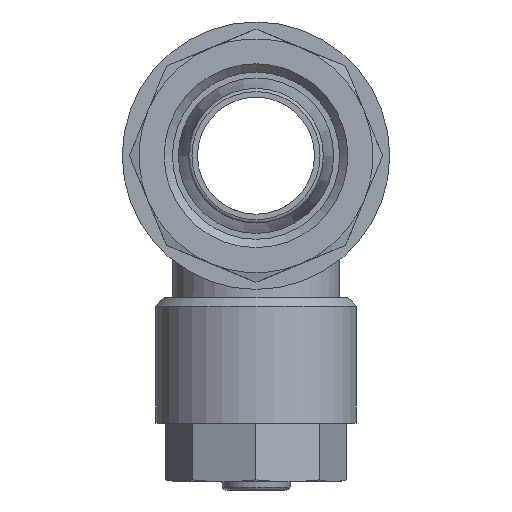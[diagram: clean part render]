
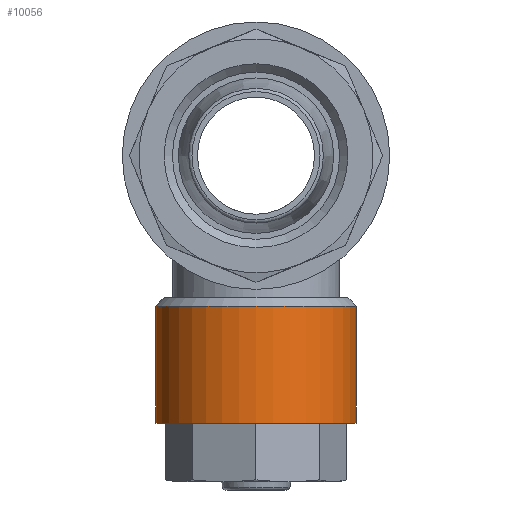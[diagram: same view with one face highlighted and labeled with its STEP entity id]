
A CAD part, left-side view. The second image highlights one B-rep face of the part: STEP entity #10056.
In plain terms, the highlighted cylindrical face has radius 6 mm (diameter 12 mm), a full revolution.
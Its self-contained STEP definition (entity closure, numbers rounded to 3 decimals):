
#3820=ORIENTED_EDGE('',*,*,#4409,.F.);
#3821=ORIENTED_EDGE('',*,*,#4410,.T.);
#3929=CIRCLE('',#9871,6.);
#3930=CIRCLE('',#9873,6.);
#4128=VERTEX_POINT('',#9560);
#4129=VERTEX_POINT('',#9563);
#4409=EDGE_CURVE('',#4128,#4128,#3929,.T.);
#4410=EDGE_CURVE('',#4129,#4129,#3930,.T.);
#4612=EDGE_LOOP('',(#3820));
#4613=EDGE_LOOP('',(#3821));
#4820=FACE_BOUND('',#4612,.T.);
#4821=FACE_BOUND('',#4613,.T.);
#5524=DIRECTION('',(0.,1.,0.));
#5525=DIRECTION('',(0.,0.,-6.));
#5526=DIRECTION('',(0.,1.,0.));
#5527=DIRECTION('',(1.,0.,0.));
#5528=DIRECTION('',(0.,1.,0.));
#5529=DIRECTION('',(0.,0.,6.));
#9560=CARTESIAN_POINT('',(0.,7.5,-6.));
#9561=CARTESIAN_POINT('',(0.,7.5,0.));
#9562=CARTESIAN_POINT('',(0.,0.5,0.));
#9563=CARTESIAN_POINT('',(0.,0.5,6.));
#9564=CARTESIAN_POINT('',(0.,0.5,0.));
#9871=AXIS2_PLACEMENT_3D('',#9561,#5524,#5525);
#9872=AXIS2_PLACEMENT_3D('',#9562,#5526,#5527);
#9873=AXIS2_PLACEMENT_3D('',#9564,#5528,#5529);
#9915=CYLINDRICAL_SURFACE('',#9872,6.);
#10056=ADVANCED_FACE('',(#4820,#4821),#9915,.T.);
